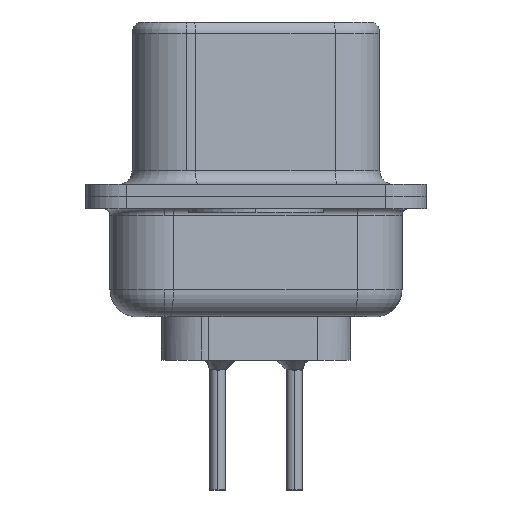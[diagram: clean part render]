
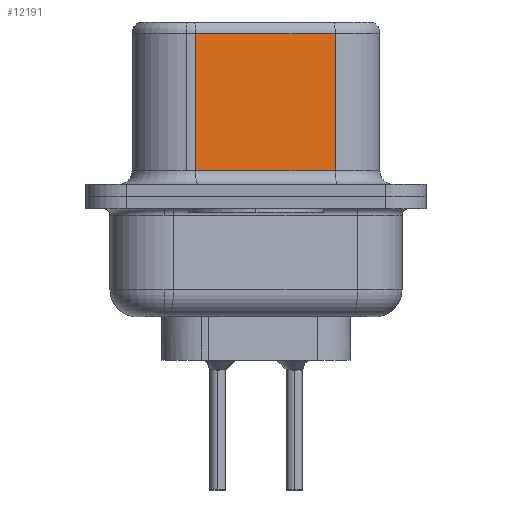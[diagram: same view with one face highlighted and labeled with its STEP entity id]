
A CAD part, left-side view. The second image highlights one B-rep face of the part: STEP entity #12191.
In plain terms, the highlighted planar face has unit normal (-0.985, -0.174, 0).
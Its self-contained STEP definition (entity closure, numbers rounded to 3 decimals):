
#1029 = CARTESIAN_POINT ( 'NONE',  ( 3.67, 2.233, 6.02 ) ) ;
#2050 = VECTOR ( 'NONE', #10609, 1000. ) ;
#2438 = ORIENTED_EDGE ( 'NONE', *, *, #9502, .T. ) ;
#2641 = CARTESIAN_POINT ( 'NONE',  ( 4.58, -2.927, 0.95 ) ) ;
#2755 = DIRECTION ( 'NONE',  ( -0.174, 0.985, 0. ) ) ;
#2999 = DIRECTION ( 'NONE',  ( -0.174, 0.985, 0. ) ) ;
#3300 = CARTESIAN_POINT ( 'NONE',  ( 3.67, 2.233, 6.52 ) ) ;
#4202 = LINE ( 'NONE', #14691, #19971 ) ;
#4240 = ORIENTED_EDGE ( 'NONE', *, *, #12841, .T. ) ;
#5384 = CARTESIAN_POINT ( 'NONE',  ( 4.58, -2.927, 6.02 ) ) ;
#6513 = CARTESIAN_POINT ( 'NONE',  ( 4.58, -2.927, 6.02 ) ) ;
#7812 = CARTESIAN_POINT ( 'NONE',  ( 4.58, -2.927, 6.52 ) ) ;
#8685 = VERTEX_POINT ( 'NONE', #12008 ) ;
#9502 = EDGE_CURVE ( 'NONE', #13225, #21024, #22708, .T. ) ;
#10118 = VECTOR ( 'NONE', #2755, 1000. ) ;
#10609 = DIRECTION ( 'NONE',  ( 0., 0., -1. ) ) ;
#11051 = AXIS2_PLACEMENT_3D ( 'NONE', #17381, #15854, #2999 ) ;
#11144 = DIRECTION ( 'NONE',  ( 0.174, -0.985, 0. ) ) ;
#12008 = CARTESIAN_POINT ( 'NONE',  ( 3.67, 2.233, 0.95 ) ) ;
#12191 = ADVANCED_FACE ( 'NONE', ( #19151 ), #22607, .F. ) ;
#12841 = EDGE_CURVE ( 'NONE', #21024, #8685, #16269, .T. ) ;
#13063 = EDGE_LOOP ( 'NONE', ( #18237, #2438, #4240, #14675 ) ) ;
#13225 = VERTEX_POINT ( 'NONE', #5384 ) ;
#14675 = ORIENTED_EDGE ( 'NONE', *, *, #16407, .T. ) ;
#14691 = CARTESIAN_POINT ( 'NONE',  ( 4.58, -2.927, 0.95 ) ) ;
#15015 = DIRECTION ( 'NONE',  ( 0., 0., -1. ) ) ;
#15097 = VECTOR ( 'NONE', #15015, 1000. ) ;
#15854 = DIRECTION ( 'NONE',  ( 0.985, 0.174, 0. ) ) ;
#16269 = LINE ( 'NONE', #3300, #2050 ) ;
#16407 = EDGE_CURVE ( 'NONE', #8685, #21288, #4202, .T. ) ;
#17381 = CARTESIAN_POINT ( 'NONE',  ( 4.58, -2.927, 6.52 ) ) ;
#18237 = ORIENTED_EDGE ( 'NONE', *, *, #18511, .F. ) ;
#18511 = EDGE_CURVE ( 'NONE', #13225, #21288, #22112, .T. ) ;
#19151 = FACE_OUTER_BOUND ( 'NONE', #13063, .T. ) ;
#19971 = VECTOR ( 'NONE', #11144, 1000. ) ;
#21024 = VERTEX_POINT ( 'NONE', #1029 ) ;
#21288 = VERTEX_POINT ( 'NONE', #2641 ) ;
#22112 = LINE ( 'NONE', #7812, #15097 ) ;
#22607 = PLANE ( 'NONE',  #11051 ) ;
#22708 = LINE ( 'NONE', #6513, #10118 ) ;
